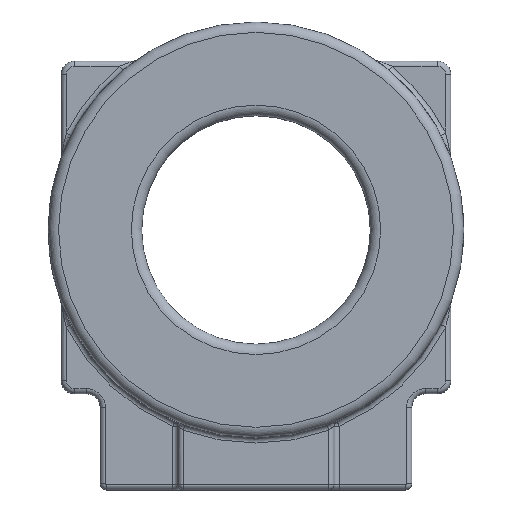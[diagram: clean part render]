
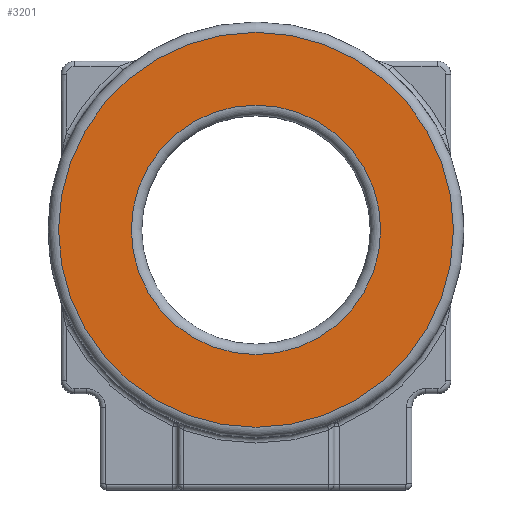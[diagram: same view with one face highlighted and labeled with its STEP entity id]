
A CAD part, top view. The second image highlights one B-rep face of the part: STEP entity #3201.
In plain terms, the highlighted planar face has unit normal (0, 0, 1).
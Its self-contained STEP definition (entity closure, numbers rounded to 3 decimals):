
#610=ORIENTED_EDGE('',*,*,#1261,.T.);
#611=ORIENTED_EDGE('',*,*,#1262,.T.);
#1261=EDGE_CURVE('',#1585,#1585,#1725,.F.);
#1262=EDGE_CURVE('',#1586,#1586,#1726,.T.);
#1585=VERTEX_POINT('',#4571);
#1586=VERTEX_POINT('',#4573);
#1725=CIRCLE('',#3387,19.);
#1726=CIRCLE('',#3388,12.);
#1817=EDGE_LOOP('',(#610));
#1818=EDGE_LOOP('',(#611));
#1981=FACE_BOUND('',#1817,.T.);
#1982=FACE_BOUND('',#1818,.T.);
#2132=PLANE('',#3386);
#3201=ADVANCED_FACE('',(#1981,#1982),#2132,.F.);
#3386=AXIS2_PLACEMENT_3D('',#4569,#3749,#3750);
#3387=AXIS2_PLACEMENT_3D('',#4570,#3751,#3752);
#3388=AXIS2_PLACEMENT_3D('',#4572,#3753,#3754);
#3749=DIRECTION('',(0.,0.,-1.));
#3750=DIRECTION('',(-1.,0.,0.));
#3751=DIRECTION('',(0.,0.,-1.));
#3752=DIRECTION('',(-1.,0.,0.));
#3753=DIRECTION('',(0.,0.,-1.));
#3754=DIRECTION('',(-1.,0.,0.));
#4569=CARTESIAN_POINT('',(0.,0.,19.));
#4570=CARTESIAN_POINT('',(0.,0.,19.));
#4571=CARTESIAN_POINT('',(-19.,0.,19.));
#4572=CARTESIAN_POINT('',(0.,0.,19.));
#4573=CARTESIAN_POINT('',(-12.,0.,19.));
